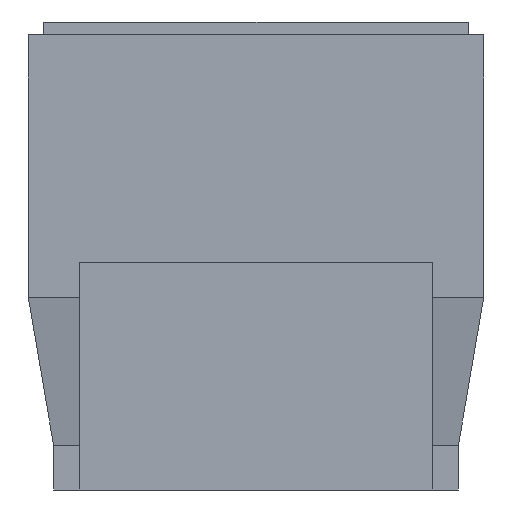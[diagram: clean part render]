
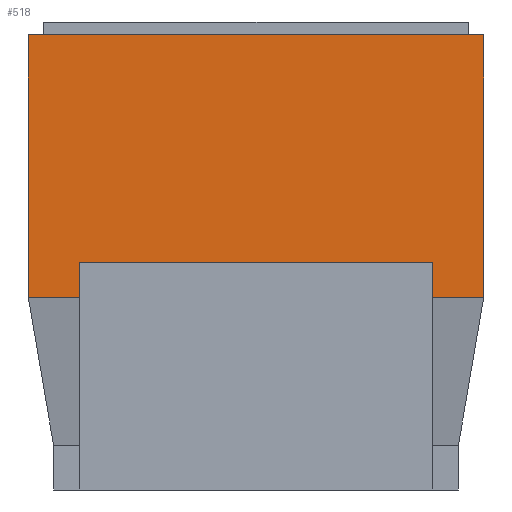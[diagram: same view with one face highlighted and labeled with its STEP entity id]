
A CAD part, left-side view. The second image highlights one B-rep face of the part: STEP entity #518.
In plain terms, the highlighted planar face has unit normal (-1, 0, 0).
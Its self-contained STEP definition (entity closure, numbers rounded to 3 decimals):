
#384=CARTESIAN_POINT('',(-1.543,-0.902,1.803));
#383=VERTEX_POINT('',#384);
#402=CARTESIAN_POINT('',(-1.543,0.902,1.803));
#401=VERTEX_POINT('',#402);
#410=EDGE_CURVE('',#383,#401,#415,.T.);
#415=LINE('',#384,#417);
#417=VECTOR('',#418,1.803);
#418=DIRECTION('',(0.0,1.0,0.0));
#480=CARTESIAN_POINT('',(-1.543,0.902,0.762));
#479=VERTEX_POINT('',#480);
#488=EDGE_CURVE('',#401,#479,#493,.T.);
#493=LINE('',#402,#495);
#495=VECTOR('',#496,1.041);
#496=DIRECTION('',(0.0,0.0,-1.0));
#518=ADVANCED_FACE('',(#524),#519,.T.);
#519=PLANE('',#520);
#520=AXIS2_PLACEMENT_3D('',#521,#522,#523);
#521=CARTESIAN_POINT('',(-1.543,0.902,0.762));
#522=DIRECTION('',(-1.0,0.0,0.0));
#523=DIRECTION('',(0.,0.,1.));
#524=FACE_OUTER_BOUND('',#525,.T.);
#525=EDGE_LOOP('',(#526,#536,#546,#556));
#529=CARTESIAN_POINT('',(-1.543,-0.902,0.762));
#528=VERTEX_POINT('',#529);
#527=EDGE_CURVE('',#528,#479,#532,.T.);
#532=LINE('',#529,#534);
#534=VECTOR('',#535,1.803);
#535=DIRECTION('',(0.0,1.0,0.0));
#526=ORIENTED_EDGE('',*,*,#527,.F.);
#537=EDGE_CURVE('',#383,#528,#542,.T.);
#542=LINE('',#384,#544);
#544=VECTOR('',#545,1.041);
#545=DIRECTION('',(0.0,0.0,-1.0));
#536=ORIENTED_EDGE('',*,*,#537,.F.);
#546=ORIENTED_EDGE('',*,*,#410,.T.);
#556=ORIENTED_EDGE('',*,*,#488,.T.);
